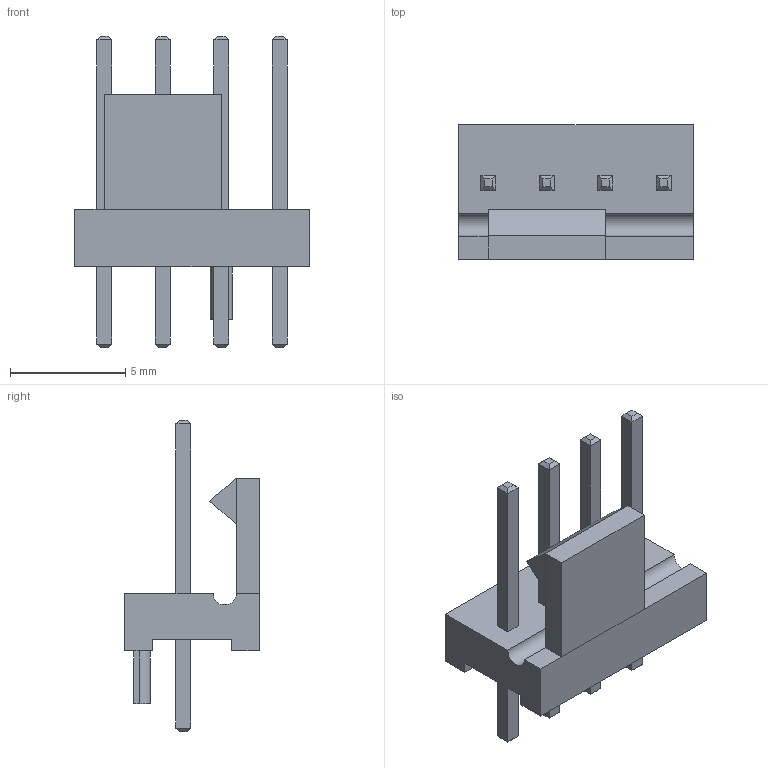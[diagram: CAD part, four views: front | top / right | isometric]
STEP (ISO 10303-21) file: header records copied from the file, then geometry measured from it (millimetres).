
FILE_DESCRIPTION(('FreeCAD Model'),'2;1');
FILE_NAME('Fan_Pin_Header_Straight_1x04.step','2017-11-25T22:17:07',('kicad StepUp' ),('ksu MCAD'),'Open CASCADE STEP processor 6.8','FreeCAD','Unknown' );
FILE_SCHEMA(('AUTOMOTIVE_DESIGN_CC2 { 1 2 10303 214 -1 1 5 4 }'));
Length unit declared in the file: millimetre
Products named in the file (1): Fan_Pin_Header_Straight_1x04
Bounding box: 10.2 x 5.84 x 13.5 mm (x, y, z)
Volume: 178.6 mm3; surface area: 402 mm2
Topology: 1 solids, 1 shells, 99 faces, 224 edges, 136 vertices
Faces by surface type: plane 97, cylinder 2
Entity records: 1878 total; most frequent: ORIENTED_EDGE 345, CARTESIAN_POINT 294, EDGE_CURVE 224, LINE 195, VERTEX_POINT 136, FACE_BOUND 108, EDGE_LOOP 108, ADVANCED_FACE 99
